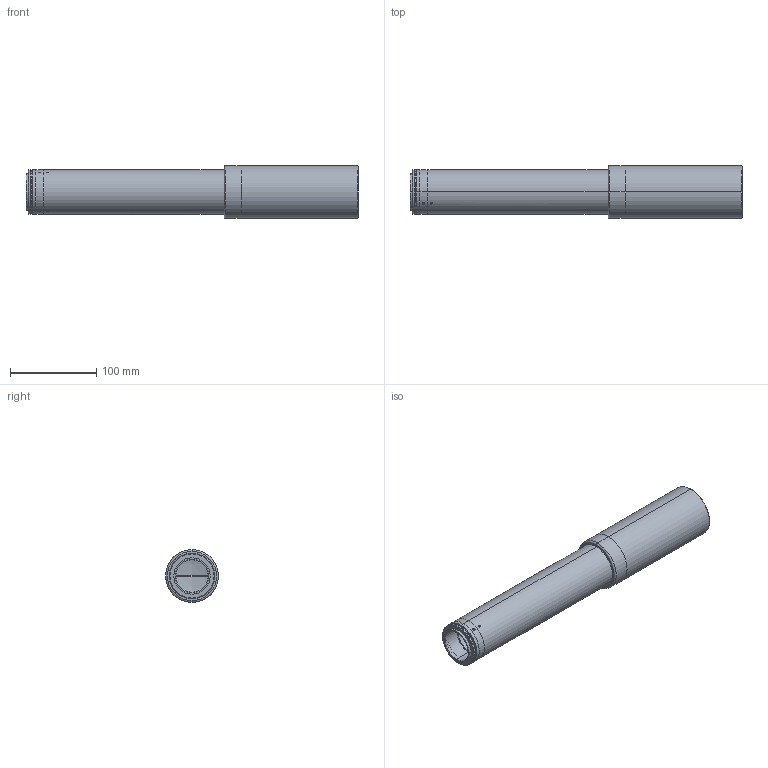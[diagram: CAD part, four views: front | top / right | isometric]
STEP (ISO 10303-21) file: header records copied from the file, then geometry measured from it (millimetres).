
FILE_DESCRIPTION (( 'STEP AP203' ), '1' );
FILE_NAME ('DP33137-A_TCSE10M009-J.step', '2023-08-03T08:24:02', ( '' ), ( '' ), 'SwSTEP 2.0', 'SolidWorks 2021', '' );
FILE_SCHEMA (( 'CONFIG_CONTROL_DESIGN' ));
Length unit declared in the file: millimetre
Products named in the file (1): DP33137-A_TCSE10M009-J
Bounding box: 384.36 x 61 x 61 mm (x, y, z)
Surface area: 81062.1 mm2 (no closed solid volume)
Topology: 0 solids, 27 shells, 116 faces, 352 edges, 255 vertices
Faces by surface type: plane 53, cylinder 38, cone 19, torus 4, sphere 2
Entity records: 4248 total; most frequent: CARTESIAN_POINT 1002, DIRECTION 713, ORIENTED_EDGE 510, EDGE_CURVE 352, AXIS2_PLACEMENT_3D 262, VERTEX_POINT 255, VECTOR 189, LINE 189
